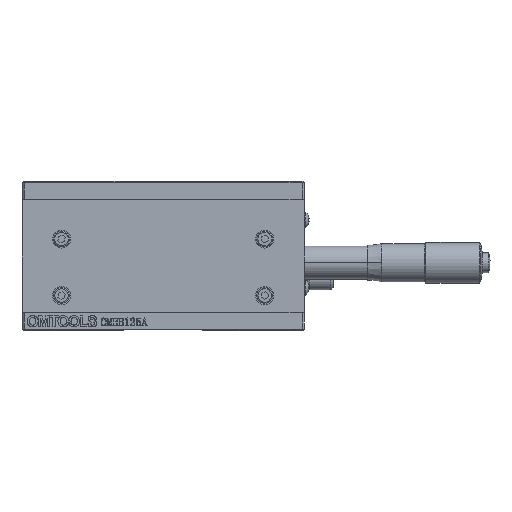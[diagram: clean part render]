
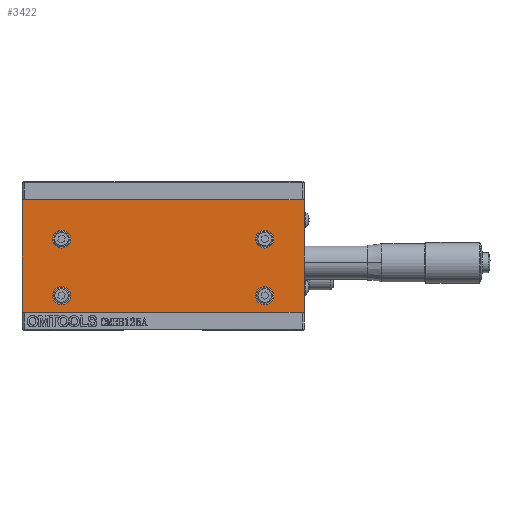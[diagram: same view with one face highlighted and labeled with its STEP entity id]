
A CAD part, front view. The second image highlights one B-rep face of the part: STEP entity #3422.
In plain terms, the highlighted planar face has unit normal (0, -1, 0).
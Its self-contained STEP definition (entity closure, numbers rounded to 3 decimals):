
#396 = EDGE_CURVE ( 'NONE', #15493, #72983, #13822, .T. ) ;
#2209 = VECTOR ( 'NONE', #45319, 1000. ) ;
#3047 = AXIS2_PLACEMENT_3D ( 'NONE', #22811, #63367, #5615 ) ;
#3422 = ADVANCED_FACE ( 'NONE', ( #58807, #12648, #47029, #17175, #28923 ), #39536, .F. ) ;
#3514 = EDGE_CURVE ( 'NONE', #30604, #20950, #28858, .T. ) ;
#3722 = EDGE_CURVE ( 'NONE', #20547, #18605, #59706, .T. ) ;
#4138 = CARTESIAN_POINT ( 'NONE',  ( -62.5, -106.5, 58. ) ) ;
#5240 = CARTESIAN_POINT ( 'NONE',  ( -107.5, -106.5, 36.5 ) ) ;
#5615 = DIRECTION ( 'NONE',  ( 1., 0., 0. ) ) ;
#6038 = CARTESIAN_POINT ( 'NONE',  ( -107.5, -106.5, 15.5 ) ) ;
#6743 = AXIS2_PLACEMENT_3D ( 'NONE', #67893, #15898, #56372 ) ;
#6966 = CARTESIAN_POINT ( 'NONE',  ( 0., -106.5, 8. ) ) ;
#8216 = EDGE_CURVE ( 'NONE', #43714, #38216, #16292, .T. ) ;
#8875 = DIRECTION ( 'NONE',  ( 0., -1., 0. ) ) ;
#8970 = EDGE_CURVE ( 'NONE', #68426, #9431, #32365, .T. ) ;
#9277 = VERTEX_POINT ( 'NONE', #74379 ) ;
#9431 = VERTEX_POINT ( 'NONE', #63906 ) ;
#10378 = ORIENTED_EDGE ( 'NONE', *, *, #24989, .T. ) ;
#11434 = CARTESIAN_POINT ( 'NONE',  ( -125., -106.5, 8. ) ) ;
#11864 = DIRECTION ( 'NONE',  ( 0., -1., 0. ) ) ;
#12648 = FACE_BOUND ( 'NONE', #33496, .T. ) ;
#13822 = LINE ( 'NONE', #52935, #73724 ) ;
#14706 = ORIENTED_EDGE ( 'NONE', *, *, #3722, .F. ) ;
#15493 = VERTEX_POINT ( 'NONE', #6966 ) ;
#15898 = DIRECTION ( 'NONE',  ( 0., -1., 0. ) ) ;
#16292 = CIRCLE ( 'NONE', #41816, 4. ) ;
#16440 = DIRECTION ( 'NONE',  ( 0., -1., 0. ) ) ;
#17175 = FACE_BOUND ( 'NONE', #26667, .T. ) ;
#17256 = AXIS2_PLACEMENT_3D ( 'NONE', #57479, #56976, #45573 ) ;
#18605 = VERTEX_POINT ( 'NONE', #60207 ) ;
#18612 = CIRCLE ( 'NONE', #3047, 4. ) ;
#19744 = LINE ( 'NONE', #30704, #34168 ) ;
#20547 = VERTEX_POINT ( 'NONE', #5240 ) ;
#20950 = VERTEX_POINT ( 'NONE', #32659 ) ;
#21017 = EDGE_LOOP ( 'NONE', ( #73719, #43840, #62638, #10378 ) ) ;
#22811 = CARTESIAN_POINT ( 'NONE',  ( -17.5, -106.5, 40.5 ) ) ;
#24989 = EDGE_CURVE ( 'NONE', #15493, #35713, #19744, .T. ) ;
#25581 = CARTESIAN_POINT ( 'NONE',  ( -107.5, -106.5, 40.5 ) ) ;
#26667 = EDGE_LOOP ( 'NONE', ( #14706, #59378 ) ) ;
#28433 = EDGE_LOOP ( 'NONE', ( #71794, #30254 ) ) ;
#28858 = CIRCLE ( 'NONE', #37906, 4. ) ;
#28923 = FACE_BOUND ( 'NONE', #28433, .T. ) ;
#30254 = ORIENTED_EDGE ( 'NONE', *, *, #45347, .F. ) ;
#30604 = VERTEX_POINT ( 'NONE', #38612 ) ;
#30704 = CARTESIAN_POINT ( 'NONE',  ( 0., -106.5, 33. ) ) ;
#31080 = ORIENTED_EDGE ( 'NONE', *, *, #75152, .F. ) ;
#32308 = CIRCLE ( 'NONE', #6743, 4. ) ;
#32365 = CIRCLE ( 'NONE', #68687, 4. ) ;
#32534 = AXIS2_PLACEMENT_3D ( 'NONE', #25581, #8875, #55408 ) ;
#32659 = CARTESIAN_POINT ( 'NONE',  ( -17.5, -106.5, 36.5 ) ) ;
#33496 = EDGE_LOOP ( 'NONE', ( #31080, #46351 ) ) ;
#34168 = VECTOR ( 'NONE', #71422, 1000. ) ;
#35670 = DIRECTION ( 'NONE',  ( -1., 0., 0. ) ) ;
#35713 = VERTEX_POINT ( 'NONE', #56907 ) ;
#36362 = DIRECTION ( 'NONE',  ( 0., 0., -1. ) ) ;
#36414 = CARTESIAN_POINT ( 'NONE',  ( -17.5, -106.5, 11.5 ) ) ;
#37906 = AXIS2_PLACEMENT_3D ( 'NONE', #48119, #54211, #42516 ) ;
#38216 = VERTEX_POINT ( 'NONE', #36414 ) ;
#38612 = CARTESIAN_POINT ( 'NONE',  ( -17.5, -106.5, 44.5 ) ) ;
#39536 = PLANE ( 'NONE',  #63709 ) ;
#40111 = CARTESIAN_POINT ( 'NONE',  ( -107.5, -106.5, 15.5 ) ) ;
#40115 = ORIENTED_EDGE ( 'NONE', *, *, #48355, .F. ) ;
#41816 = AXIS2_PLACEMENT_3D ( 'NONE', #51134, #16440, #60534 ) ;
#41819 = EDGE_CURVE ( 'NONE', #9277, #72983, #43283, .T. ) ;
#42516 = DIRECTION ( 'NONE',  ( 1., 0., 0. ) ) ;
#43283 = LINE ( 'NONE', #54130, #72424 ) ;
#43714 = VERTEX_POINT ( 'NONE', #45956 ) ;
#43840 = ORIENTED_EDGE ( 'NONE', *, *, #41819, .T. ) ;
#45319 = DIRECTION ( 'NONE',  ( -1., 0., 0. ) ) ;
#45347 = EDGE_CURVE ( 'NONE', #9431, #68426, #63171, .T. ) ;
#45573 = DIRECTION ( 'NONE',  ( 1., 0., 0. ) ) ;
#45956 = CARTESIAN_POINT ( 'NONE',  ( -17.5, -106.5, 19.5 ) ) ;
#46102 = CARTESIAN_POINT ( 'NONE',  ( 0., -106.5, 8. ) ) ;
#46351 = ORIENTED_EDGE ( 'NONE', *, *, #8216, .F. ) ;
#46954 = DIRECTION ( 'NONE',  ( 0., -1., 0. ) ) ;
#47029 = FACE_BOUND ( 'NONE', #61160, .T. ) ;
#47781 = CARTESIAN_POINT ( 'NONE',  ( -107.5, -106.5, 11.5 ) ) ;
#48119 = CARTESIAN_POINT ( 'NONE',  ( -17.5, -106.5, 40.5 ) ) ;
#48355 = EDGE_CURVE ( 'NONE', #20950, #30604, #18612, .T. ) ;
#49229 = LINE ( 'NONE', #4138, #2209 ) ;
#51134 = CARTESIAN_POINT ( 'NONE',  ( -17.5, -106.5, 15.5 ) ) ;
#52045 = DIRECTION ( 'NONE',  ( 1., 0., 0. ) ) ;
#52346 = DIRECTION ( 'NONE',  ( 1., 0., 0. ) ) ;
#52935 = CARTESIAN_POINT ( 'NONE',  ( -62.5, -106.5, 8. ) ) ;
#54130 = CARTESIAN_POINT ( 'NONE',  ( -125., -106.5, 33. ) ) ;
#54211 = DIRECTION ( 'NONE',  ( 0., -1., 0. ) ) ;
#55408 = DIRECTION ( 'NONE',  ( 1., 0., 0. ) ) ;
#56372 = DIRECTION ( 'NONE',  ( 1., 0., 0. ) ) ;
#56907 = CARTESIAN_POINT ( 'NONE',  ( 0., -106.5, 58. ) ) ;
#56976 = DIRECTION ( 'NONE',  ( 0., -1., 0. ) ) ;
#57479 = CARTESIAN_POINT ( 'NONE',  ( -17.5, -106.5, 15.5 ) ) ;
#58807 = FACE_OUTER_BOUND ( 'NONE', #21017, .T. ) ;
#59378 = ORIENTED_EDGE ( 'NONE', *, *, #66435, .F. ) ;
#59706 = CIRCLE ( 'NONE', #32534, 4. ) ;
#60207 = CARTESIAN_POINT ( 'NONE',  ( -107.5, -106.5, 44.5 ) ) ;
#60534 = DIRECTION ( 'NONE',  ( 1., 0., 0. ) ) ;
#61160 = EDGE_LOOP ( 'NONE', ( #40115, #67497 ) ) ;
#62638 = ORIENTED_EDGE ( 'NONE', *, *, #396, .F. ) ;
#63171 = CIRCLE ( 'NONE', #68320, 4. ) ;
#63367 = DIRECTION ( 'NONE',  ( 0., -1., 0. ) ) ;
#63709 = AXIS2_PLACEMENT_3D ( 'NONE', #46102, #64154, #69799 ) ;
#63906 = CARTESIAN_POINT ( 'NONE',  ( -107.5, -106.5, 19.5 ) ) ;
#64154 = DIRECTION ( 'NONE',  ( 0., 1., 0. ) ) ;
#65225 = CIRCLE ( 'NONE', #17256, 4. ) ;
#66435 = EDGE_CURVE ( 'NONE', #18605, #20547, #32308, .T. ) ;
#67497 = ORIENTED_EDGE ( 'NONE', *, *, #3514, .F. ) ;
#67540 = EDGE_CURVE ( 'NONE', #35713, #9277, #49229, .T. ) ;
#67893 = CARTESIAN_POINT ( 'NONE',  ( -107.5, -106.5, 40.5 ) ) ;
#68320 = AXIS2_PLACEMENT_3D ( 'NONE', #6038, #11864, #52346 ) ;
#68426 = VERTEX_POINT ( 'NONE', #47781 ) ;
#68687 = AXIS2_PLACEMENT_3D ( 'NONE', #40111, #46954, #52045 ) ;
#69799 = DIRECTION ( 'NONE',  ( -1., 0., 0. ) ) ;
#71422 = DIRECTION ( 'NONE',  ( 0., 0., 1. ) ) ;
#71794 = ORIENTED_EDGE ( 'NONE', *, *, #8970, .F. ) ;
#72424 = VECTOR ( 'NONE', #36362, 1000. ) ;
#72983 = VERTEX_POINT ( 'NONE', #11434 ) ;
#73719 = ORIENTED_EDGE ( 'NONE', *, *, #67540, .T. ) ;
#73724 = VECTOR ( 'NONE', #35670, 1000. ) ;
#74379 = CARTESIAN_POINT ( 'NONE',  ( -125., -106.5, 58. ) ) ;
#75152 = EDGE_CURVE ( 'NONE', #38216, #43714, #65225, .T. ) ;
